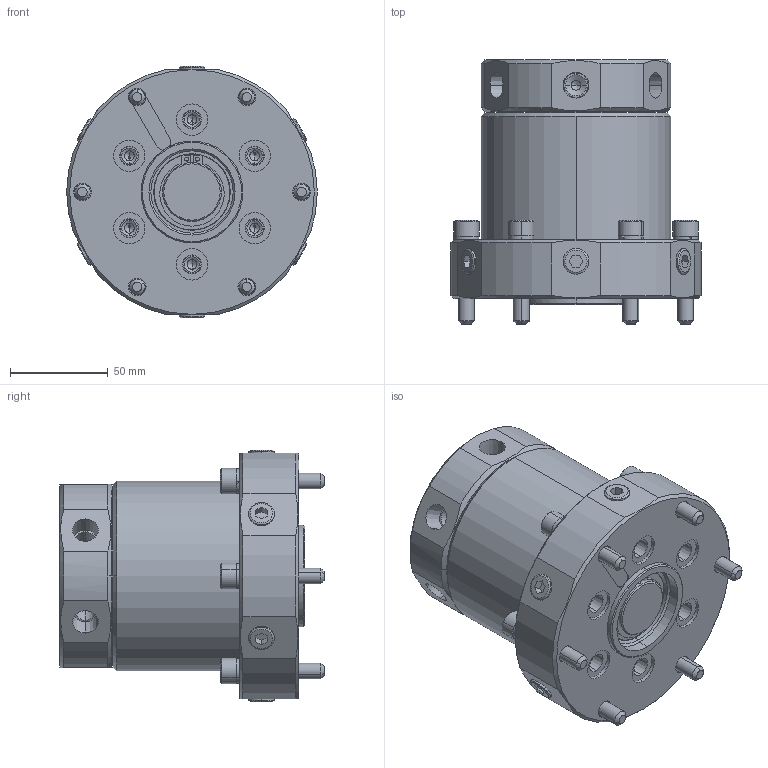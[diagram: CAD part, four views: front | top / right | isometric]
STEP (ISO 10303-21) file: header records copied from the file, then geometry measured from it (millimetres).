
FILE_DESCRIPTION (( 'STEP AP203' ), '1' );
FILE_NAME ('JRC0600-S-A.STEP', '2019-09-23T07:11:16', ( '微软用户' ), ( '微软中国' ), 'SwSTEP 2.0', 'SolidWorks 2012', '' );
FILE_SCHEMA (( 'CONFIG_CONTROL_DESIGN' ));
Length unit declared in the file: millimetre
Products named in the file (8): JRC0600-S-A; Rネジ1_4; 曽宍兽然轤M8; 6妏寠晅无倌_M8(45); STW-30; JRC06_08トメワ受け; JRC0600シャフト; JRC0600ハウジング
Assembly tree (22 placements, depth 2):
  JRC0600-S-A
    JRC0600ハウジング
    JRC0600シャフト
    JRC06_08トメワ受け
    STW-30
    6妏寠晅无倌_M8(45)  x6
    曽宍兽然轤M8  x6
    Rネジ1_4  x6
Bounding box: 128 x 135 x 128.6 mm (x, y, z)
Volume: 1018422.4 mm3; surface area: 138764.6 mm2
Topology: 22 solids, 22 shells, 717 faces, 1559 edges, 896 vertices
Faces by surface type: cone 256, cylinder 230, plane 227, bspline 4
Entity records: 13914 total; most frequent: CARTESIAN_POINT 2754, DIRECTION 2241, ORIENTED_EDGE 1942, EDGE_CURVE 971, AXIS2_PLACEMENT_3D 922, VERTEX_POINT 591, EDGE_LOOP 512, CIRCLE 464
